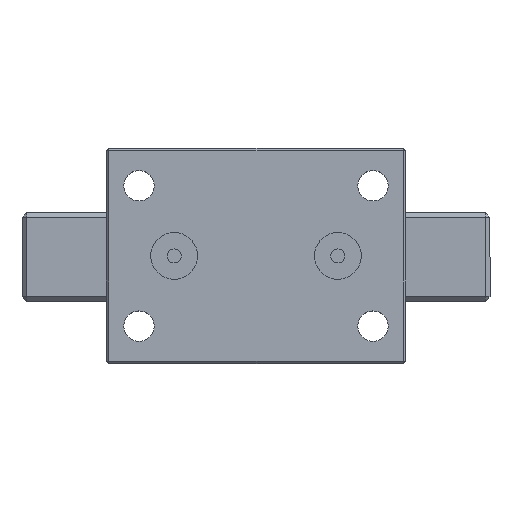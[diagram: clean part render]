
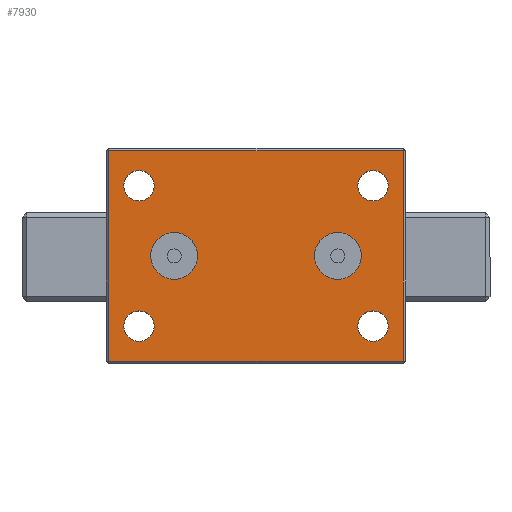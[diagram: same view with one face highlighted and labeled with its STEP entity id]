
A CAD part, top view. The second image highlights one B-rep face of the part: STEP entity #7930.
In plain terms, the highlighted planar face has unit normal (0, 0, 1).
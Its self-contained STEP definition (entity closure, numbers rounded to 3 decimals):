
#42 = EDGE_CURVE ( 'NONE', #3289, #3704, #5149, .T. ) ;
#64 = EDGE_CURVE ( 'NONE', #10821, #418, #283, .T. ) ;
#119 = CARTESIAN_POINT ( 'NONE',  ( -25., 15., 18. ) ) ;
#176 = CARTESIAN_POINT ( 'NONE',  ( -28.25, 15., 18. ) ) ;
#194 = DIRECTION ( 'NONE',  ( 1., 0., 0. ) ) ;
#269 = DIRECTION ( 'NONE',  ( 0., 0., 1. ) ) ;
#283 = CIRCLE ( 'NONE', #1348, 5. ) ;
#387 = EDGE_LOOP ( 'NONE', ( #2187, #507 ) ) ;
#418 = VERTEX_POINT ( 'NONE', #4863 ) ;
#495 = EDGE_CURVE ( 'NONE', #1180, #7684, #7348, .T. ) ;
#496 = LINE ( 'NONE', #10349, #9479 ) ;
#507 = ORIENTED_EDGE ( 'NONE', *, *, #10788, .F. ) ;
#535 = DIRECTION ( 'NONE',  ( 1., 0., 0. ) ) ;
#543 = DIRECTION ( 'NONE',  ( 0., 0., 1. ) ) ;
#547 = CARTESIAN_POINT ( 'NONE',  ( 25., -15., 18. ) ) ;
#836 = DIRECTION ( 'NONE',  ( 0., 0., 1. ) ) ;
#973 = LINE ( 'NONE', #7705, #9679 ) ;
#996 = DIRECTION ( 'NONE',  ( 1., 0., 0. ) ) ;
#1019 = DIRECTION ( 'NONE',  ( 1., 0., 0. ) ) ;
#1100 = EDGE_LOOP ( 'NONE', ( #10512, #8307 ) ) ;
#1139 = EDGE_CURVE ( 'NONE', #11126, #2185, #4726, .T. ) ;
#1153 = CIRCLE ( 'NONE', #6995, 5. ) ;
#1180 = VERTEX_POINT ( 'NONE', #2354 ) ;
#1311 = CARTESIAN_POINT ( 'NONE',  ( 17.5, 0., 18. ) ) ;
#1348 = AXIS2_PLACEMENT_3D ( 'NONE', #8970, #3728, #9841 ) ;
#1413 = DIRECTION ( 'NONE',  ( 1., 0., 0. ) ) ;
#1428 = CARTESIAN_POINT ( 'NONE',  ( -31.5, -22.5, 18. ) ) ;
#1458 = AXIS2_PLACEMENT_3D ( 'NONE', #6962, #1753, #7838 ) ;
#1558 = VERTEX_POINT ( 'NONE', #10450 ) ;
#1614 = PLANE ( 'NONE',  #5155 ) ;
#1617 = FACE_BOUND ( 'NONE', #2586, .T. ) ;
#1753 = DIRECTION ( 'NONE',  ( 0., 0., 1. ) ) ;
#1791 = EDGE_CURVE ( 'NONE', #8618, #6019, #7436, .T. ) ;
#2119 = CARTESIAN_POINT ( 'NONE',  ( 21.75, 15., 18. ) ) ;
#2177 = DIRECTION ( 'NONE',  ( 1., 0., 0. ) ) ;
#2184 = VECTOR ( 'NONE', #1019, 1000. ) ;
#2185 = VERTEX_POINT ( 'NONE', #10555 ) ;
#2187 = ORIENTED_EDGE ( 'NONE', *, *, #1139, .F. ) ;
#2197 = VERTEX_POINT ( 'NONE', #176 ) ;
#2354 = CARTESIAN_POINT ( 'NONE',  ( 28.25, 15., 18. ) ) ;
#2505 = CARTESIAN_POINT ( 'NONE',  ( -25., -15., 18. ) ) ;
#2586 = EDGE_LOOP ( 'NONE', ( #3427, #6054 ) ) ;
#2742 = EDGE_LOOP ( 'NONE', ( #7871, #9763 ) ) ;
#2842 = CARTESIAN_POINT ( 'NONE',  ( -21.75, -15., 18. ) ) ;
#2937 = CARTESIAN_POINT ( 'NONE',  ( 28.25, -15., 18. ) ) ;
#3199 = CIRCLE ( 'NONE', #8614, 3.25 ) ;
#3289 = VERTEX_POINT ( 'NONE', #4521 ) ;
#3377 = DIRECTION ( 'NONE',  ( 1., 0., 0. ) ) ;
#3387 = DIRECTION ( 'NONE',  ( -1., 0., 0. ) ) ;
#3427 = ORIENTED_EDGE ( 'NONE', *, *, #495, .F. ) ;
#3433 = AXIS2_PLACEMENT_3D ( 'NONE', #547, #6624, #1413 ) ;
#3704 = VERTEX_POINT ( 'NONE', #1428 ) ;
#3728 = DIRECTION ( 'NONE',  ( 0., 0., 1. ) ) ;
#3907 = FACE_BOUND ( 'NONE', #2742, .T. ) ;
#4141 = AXIS2_PLACEMENT_3D ( 'NONE', #10945, #5725, #535 ) ;
#4158 = ORIENTED_EDGE ( 'NONE', *, *, #11050, .T. ) ;
#4224 = DIRECTION ( 'NONE',  ( 0., 0., 1. ) ) ;
#4231 = CARTESIAN_POINT ( 'NONE',  ( -22.5, 0., 18. ) ) ;
#4521 = CARTESIAN_POINT ( 'NONE',  ( -31.5, 22.5, 18. ) ) ;
#4602 = CIRCLE ( 'NONE', #4141, 5. ) ;
#4703 = ORIENTED_EDGE ( 'NONE', *, *, #7396, .F. ) ;
#4726 = CIRCLE ( 'NONE', #9454, 3.25 ) ;
#4739 = CIRCLE ( 'NONE', #1458, 3.25 ) ;
#4863 = CARTESIAN_POINT ( 'NONE',  ( -12.5, 0., 18. ) ) ;
#4948 = CARTESIAN_POINT ( 'NONE',  ( 17.5, 0., 18. ) ) ;
#5105 = EDGE_CURVE ( 'NONE', #1558, #3289, #496, .T. ) ;
#5135 = CARTESIAN_POINT ( 'NONE',  ( 31.5, -22.5, 18. ) ) ;
#5149 = LINE ( 'NONE', #5404, #7491 ) ;
#5155 = AXIS2_PLACEMENT_3D ( 'NONE', #7699, #4224, #10333 ) ;
#5176 = ORIENTED_EDGE ( 'NONE', *, *, #5766, .F. ) ;
#5189 = AXIS2_PLACEMENT_3D ( 'NONE', #10613, #5374, #194 ) ;
#5255 = EDGE_CURVE ( 'NONE', #2197, #10716, #8386, .T. ) ;
#5309 = ORIENTED_EDGE ( 'NONE', *, *, #5105, .T. ) ;
#5330 = CARTESIAN_POINT ( 'NONE',  ( 32., -22.5, 18. ) ) ;
#5374 = DIRECTION ( 'NONE',  ( 0., 0., 1. ) ) ;
#5387 = EDGE_CURVE ( 'NONE', #7684, #1180, #3199, .T. ) ;
#5404 = CARTESIAN_POINT ( 'NONE',  ( -31.5, -23., 18. ) ) ;
#5419 = ORIENTED_EDGE ( 'NONE', *, *, #42, .T. ) ;
#5449 = CARTESIAN_POINT ( 'NONE',  ( 25., 15., 18. ) ) ;
#5725 = DIRECTION ( 'NONE',  ( 0., 0., 1. ) ) ;
#5732 = CARTESIAN_POINT ( 'NONE',  ( -25., -15., 18. ) ) ;
#5766 = EDGE_CURVE ( 'NONE', #10716, #2197, #9733, .T. ) ;
#5837 = DIRECTION ( 'NONE',  ( 1., 0., 0. ) ) ;
#5860 = ORIENTED_EDGE ( 'NONE', *, *, #5255, .F. ) ;
#6019 = VERTEX_POINT ( 'NONE', #7526 ) ;
#6031 = CARTESIAN_POINT ( 'NONE',  ( -25., 15., 18. ) ) ;
#6054 = ORIENTED_EDGE ( 'NONE', *, *, #5387, .F. ) ;
#6076 = EDGE_CURVE ( 'NONE', #6019, #8618, #1153, .T. ) ;
#6096 = EDGE_LOOP ( 'NONE', ( #5176, #5860 ) ) ;
#6174 = VERTEX_POINT ( 'NONE', #5135 ) ;
#6191 = DIRECTION ( 'NONE',  ( 0., 0., 1. ) ) ;
#6239 = FACE_BOUND ( 'NONE', #387, .T. ) ;
#6255 = AXIS2_PLACEMENT_3D ( 'NONE', #119, #6191, #996 ) ;
#6338 = DIRECTION ( 'NONE',  ( 1., 0., 0. ) ) ;
#6616 = DIRECTION ( 'NONE',  ( 1., 0., 0. ) ) ;
#6624 = DIRECTION ( 'NONE',  ( 0., 0., 1. ) ) ;
#6737 = EDGE_CURVE ( 'NONE', #9282, #7869, #8992, .T. ) ;
#6834 = DIRECTION ( 'NONE',  ( 0., 1., 0. ) ) ;
#6905 = DIRECTION ( 'NONE',  ( 1., 0., 0. ) ) ;
#6962 = CARTESIAN_POINT ( 'NONE',  ( 25., -15., 18. ) ) ;
#6995 = AXIS2_PLACEMENT_3D ( 'NONE', #4948, #11060, #5837 ) ;
#7029 = EDGE_CURVE ( 'NONE', #7869, #9282, #4739, .T. ) ;
#7348 = CIRCLE ( 'NONE', #5189, 3.25 ) ;
#7388 = DIRECTION ( 'NONE',  ( 0., 0., 1. ) ) ;
#7396 = EDGE_CURVE ( 'NONE', #418, #10821, #4602, .T. ) ;
#7436 = CIRCLE ( 'NONE', #11230, 5. ) ;
#7491 = VECTOR ( 'NONE', #8058, 1000. ) ;
#7526 = CARTESIAN_POINT ( 'NONE',  ( 12.5, 0., 18. ) ) ;
#7684 = VERTEX_POINT ( 'NONE', #2119 ) ;
#7699 = CARTESIAN_POINT ( 'NONE',  ( 0., 0., 18. ) ) ;
#7705 = CARTESIAN_POINT ( 'NONE',  ( 31.5, 23., 18. ) ) ;
#7711 = EDGE_LOOP ( 'NONE', ( #8495, #5309, #5419, #4158 ) ) ;
#7838 = DIRECTION ( 'NONE',  ( 1., 0., 0. ) ) ;
#7869 = VERTEX_POINT ( 'NONE', #11087 ) ;
#7871 = ORIENTED_EDGE ( 'NONE', *, *, #6737, .F. ) ;
#7930 = ADVANCED_FACE ( 'NONE', ( #10871, #8572, #6239, #3907, #1617, #10607, #8296 ), #1614, .T. ) ;
#8058 = DIRECTION ( 'NONE',  ( 0., -1., 0. ) ) ;
#8296 = FACE_OUTER_BOUND ( 'NONE', #7711, .T. ) ;
#8307 = ORIENTED_EDGE ( 'NONE', *, *, #6076, .F. ) ;
#8313 = LINE ( 'NONE', #5330, #2184 ) ;
#8386 = CIRCLE ( 'NONE', #6255, 3.25 ) ;
#8495 = ORIENTED_EDGE ( 'NONE', *, *, #10802, .T. ) ;
#8572 = FACE_BOUND ( 'NONE', #9925, .T. ) ;
#8600 = DIRECTION ( 'NONE',  ( 0., 0., 1. ) ) ;
#8614 = AXIS2_PLACEMENT_3D ( 'NONE', #5449, #269, #6338 ) ;
#8618 = VERTEX_POINT ( 'NONE', #8655 ) ;
#8655 = CARTESIAN_POINT ( 'NONE',  ( 22.5, 0., 18. ) ) ;
#8970 = CARTESIAN_POINT ( 'NONE',  ( -17.5, 0., 18. ) ) ;
#8971 = AXIS2_PLACEMENT_3D ( 'NONE', #6031, #836, #6905 ) ;
#8992 = CIRCLE ( 'NONE', #3433, 3.25 ) ;
#9276 = CARTESIAN_POINT ( 'NONE',  ( -21.75, 15., 18. ) ) ;
#9282 = VERTEX_POINT ( 'NONE', #2937 ) ;
#9454 = AXIS2_PLACEMENT_3D ( 'NONE', #5732, #543, #6616 ) ;
#9479 = VECTOR ( 'NONE', #3387, 1000. ) ;
#9654 = ORIENTED_EDGE ( 'NONE', *, *, #64, .F. ) ;
#9679 = VECTOR ( 'NONE', #6834, 1000. ) ;
#9733 = CIRCLE ( 'NONE', #8971, 3.25 ) ;
#9763 = ORIENTED_EDGE ( 'NONE', *, *, #7029, .F. ) ;
#9841 = DIRECTION ( 'NONE',  ( 1., 0., 0. ) ) ;
#9925 = EDGE_LOOP ( 'NONE', ( #4703, #9654 ) ) ;
#9957 = CIRCLE ( 'NONE', #10023, 3.25 ) ;
#10023 = AXIS2_PLACEMENT_3D ( 'NONE', #2505, #8600, #3377 ) ;
#10333 = DIRECTION ( 'NONE',  ( 1., 0., 0. ) ) ;
#10349 = CARTESIAN_POINT ( 'NONE',  ( -32., 22.5, 18. ) ) ;
#10450 = CARTESIAN_POINT ( 'NONE',  ( 31.5, 22.5, 18. ) ) ;
#10512 = ORIENTED_EDGE ( 'NONE', *, *, #1791, .F. ) ;
#10555 = CARTESIAN_POINT ( 'NONE',  ( -28.25, -15., 18. ) ) ;
#10607 = FACE_BOUND ( 'NONE', #6096, .T. ) ;
#10613 = CARTESIAN_POINT ( 'NONE',  ( 25., 15., 18. ) ) ;
#10716 = VERTEX_POINT ( 'NONE', #9276 ) ;
#10788 = EDGE_CURVE ( 'NONE', #2185, #11126, #9957, .T. ) ;
#10802 = EDGE_CURVE ( 'NONE', #6174, #1558, #973, .T. ) ;
#10821 = VERTEX_POINT ( 'NONE', #4231 ) ;
#10871 = FACE_BOUND ( 'NONE', #1100, .T. ) ;
#10945 = CARTESIAN_POINT ( 'NONE',  ( -17.5, 0., 18. ) ) ;
#11050 = EDGE_CURVE ( 'NONE', #3704, #6174, #8313, .T. ) ;
#11060 = DIRECTION ( 'NONE',  ( 0., 0., 1. ) ) ;
#11087 = CARTESIAN_POINT ( 'NONE',  ( 21.75, -15., 18. ) ) ;
#11126 = VERTEX_POINT ( 'NONE', #2842 ) ;
#11230 = AXIS2_PLACEMENT_3D ( 'NONE', #1311, #7388, #2177 ) ;
